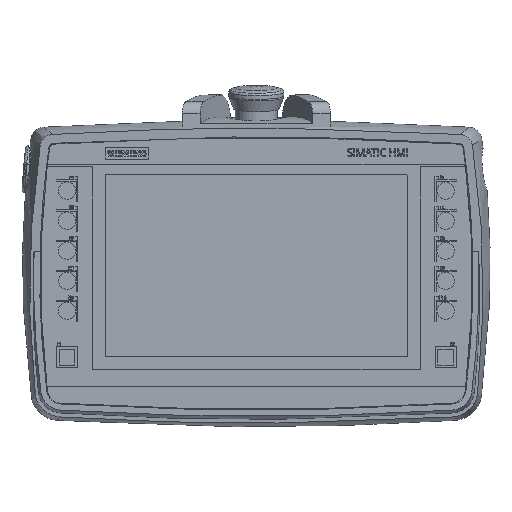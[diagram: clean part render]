
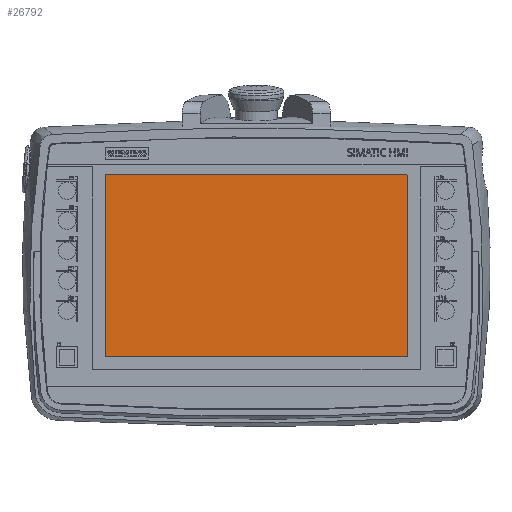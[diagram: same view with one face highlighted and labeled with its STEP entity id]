
A CAD part, top view. The second image highlights one B-rep face of the part: STEP entity #26792.
In plain terms, the highlighted planar face has unit normal (0, 0, 1).
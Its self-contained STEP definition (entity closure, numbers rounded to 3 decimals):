
#18068=FACE_OUTER_BOUND('',#31299,.T.);
#19897=CIRCLE('',#57733,1.);
#19898=CIRCLE('',#57736,1.);
#19899=CIRCLE('',#57739,1.);
#19900=CIRCLE('',#57742,1.);
#21176=LINE('',#74904,#24102);
#21180=LINE('',#74914,#24106);
#21183=LINE('',#74922,#24109);
#21186=LINE('',#74930,#24112);
#24102=VECTOR('',#62126,1.);
#24106=VECTOR('',#62136,1.);
#24109=VECTOR('',#62145,1.);
#24112=VECTOR('',#62154,1.);
#26792=ADVANCED_FACE('',(#18068),#28921,.T.);
#28921=PLANE('',#57744);
#31299=EDGE_LOOP('',(#36384,#36385,#36386,#36387,#36388,#36389,#36390,#36391));
#36384=ORIENTED_EDGE('',*,*,#50218,.F.);
#36385=ORIENTED_EDGE('',*,*,#50221,.F.);
#36386=ORIENTED_EDGE('',*,*,#50223,.F.);
#36387=ORIENTED_EDGE('',*,*,#50225,.F.);
#36388=ORIENTED_EDGE('',*,*,#50227,.F.);
#36389=ORIENTED_EDGE('',*,*,#50229,.F.);
#36390=ORIENTED_EDGE('',*,*,#50231,.F.);
#36391=ORIENTED_EDGE('',*,*,#50232,.F.);
#45881=VERTEX_POINT('',#74903);
#45882=VERTEX_POINT('',#74905);
#45883=VERTEX_POINT('',#74909);
#45884=VERTEX_POINT('',#74913);
#45885=VERTEX_POINT('',#74917);
#45886=VERTEX_POINT('',#74921);
#45887=VERTEX_POINT('',#74925);
#45888=VERTEX_POINT('',#74929);
#50218=EDGE_CURVE('',#45881,#45882,#21176,.T.);
#50221=EDGE_CURVE('',#45883,#45881,#19897,.T.);
#50223=EDGE_CURVE('',#45884,#45883,#21180,.T.);
#50225=EDGE_CURVE('',#45885,#45884,#19898,.T.);
#50227=EDGE_CURVE('',#45886,#45885,#21183,.T.);
#50229=EDGE_CURVE('',#45887,#45886,#19899,.T.);
#50231=EDGE_CURVE('',#45888,#45887,#21186,.T.);
#50232=EDGE_CURVE('',#45882,#45888,#19900,.T.);
#57733=AXIS2_PLACEMENT_3D('',#74910,#62131,#62132);
#57736=AXIS2_PLACEMENT_3D('',#74918,#62140,#62141);
#57739=AXIS2_PLACEMENT_3D('',#74926,#62149,#62150);
#57742=AXIS2_PLACEMENT_3D('',#74932,#62157,#62158);
#57744=AXIS2_PLACEMENT_3D('',#74934,#62161,#62162);
#62126=DIRECTION('',(0.,1.,0.));
#62131=DIRECTION('',(0.,0.,-1.));
#62132=DIRECTION('',(1.,0.,0.));
#62136=DIRECTION('',(-1.,0.,0.));
#62140=DIRECTION('',(0.,0.,-1.));
#62141=DIRECTION('',(1.,0.,0.));
#62145=DIRECTION('',(0.,-1.,0.));
#62149=DIRECTION('',(0.,0.,-1.));
#62150=DIRECTION('',(1.,0.,0.));
#62154=DIRECTION('',(1.,0.,0.));
#62157=DIRECTION('',(0.,0.,-1.));
#62158=DIRECTION('',(1.,0.,0.));
#62161=DIRECTION('',(0.,0.,1.));
#62162=DIRECTION('',(1.,0.,0.));
#74903=CARTESIAN_POINT('',(-99.05,-56.9,-6.258));
#74904=CARTESIAN_POINT('',(-99.05,60.5,-6.258));
#74905=CARTESIAN_POINT('',(-99.05,60.5,-6.258));
#74909=CARTESIAN_POINT('',(-98.05,-57.9,-6.258));
#74910=CARTESIAN_POINT('',(-98.05,-56.9,-6.258));
#74913=CARTESIAN_POINT('',(98.05,-57.9,-6.258));
#74914=CARTESIAN_POINT('',(-98.05,-57.9,-6.258));
#74917=CARTESIAN_POINT('',(99.05,-56.9,-6.258));
#74918=CARTESIAN_POINT('',(98.05,-56.9,-6.258));
#74921=CARTESIAN_POINT('',(99.05,60.5,-6.258));
#74922=CARTESIAN_POINT('',(99.05,-56.9,-6.258));
#74925=CARTESIAN_POINT('',(98.05,61.5,-6.258));
#74926=CARTESIAN_POINT('',(98.05,60.5,-6.258));
#74929=CARTESIAN_POINT('',(-98.05,61.5,-6.258));
#74930=CARTESIAN_POINT('',(98.05,61.5,-6.258));
#74932=CARTESIAN_POINT('',(-98.05,60.5,-6.258));
#74934=CARTESIAN_POINT('',(-98.05,-56.9,-6.258));
